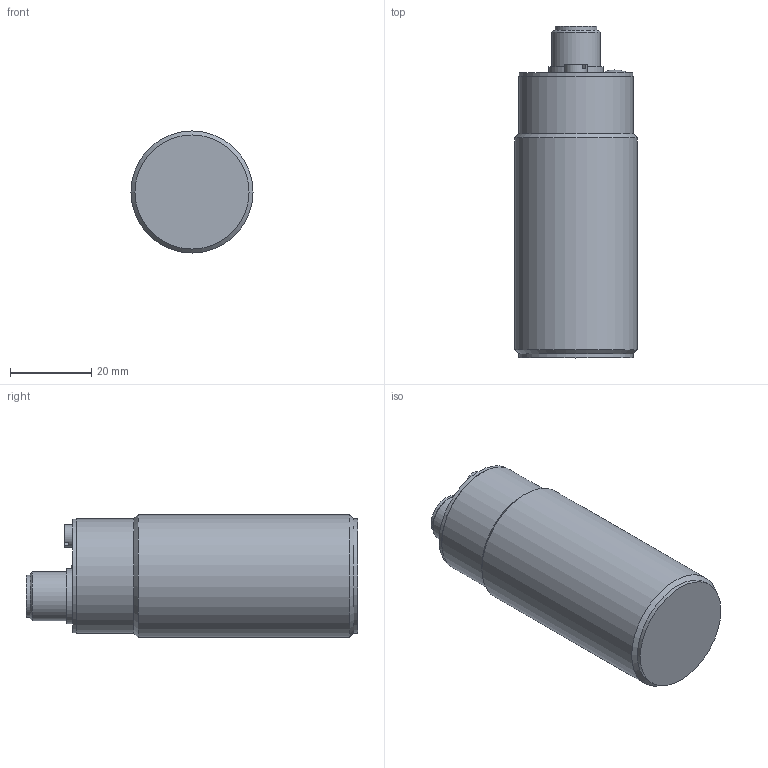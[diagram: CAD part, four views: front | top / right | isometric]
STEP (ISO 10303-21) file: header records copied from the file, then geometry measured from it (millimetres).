
FILE_DESCRIPTION(/* description */ (''),/* implementation_level */ '2;1');
FILE_NAME(/* name */ 'KA0660_Shrinkwrap_1.stp',/* time_stamp */ '2022-01-19T14:13:06+01:00',/* author */ ('Krieger Anja'),/* organization */ (''),/* preprocessor_version */ 'ST-DEVELOPER v18.1',/* originating_system */ 'Autodesk Inventor 2021',/* authorisation */ '');
FILE_SCHEMA (('AUTOMOTIVE_DESIGN { 1 0 10303 214 3 1 1 }'));
Length unit declared in the file: millimetre
Products named in the file (1): KA0660_Shrinkwrap_1
Bounding box: 30 x 81.5 x 30 mm (x, y, z)
Volume: 48807.3 mm3; surface area: 8751.9 mm2
Topology: 1 solids, 1 shells, 37 faces, 85 edges, 55 vertices
Faces by surface type: cylinder 15, plane 13, cone 4, sphere 4, bspline 1
Full cylindrical faces by diameter (mm): 1 x4, 5.5 x1, 10.3 x1, 12 x1, 13.5 x1, 27 x1, 27.8 x1, 28 x2, 30 x1
Entity records: 1203 total; most frequent: DIRECTION 207, CARTESIAN_POINT 199, ORIENTED_EDGE 160, AXIS2_PLACEMENT_3D 90, EDGE_CURVE 80, VERTEX_POINT 55, CIRCLE 53, EDGE_LOOP 49
